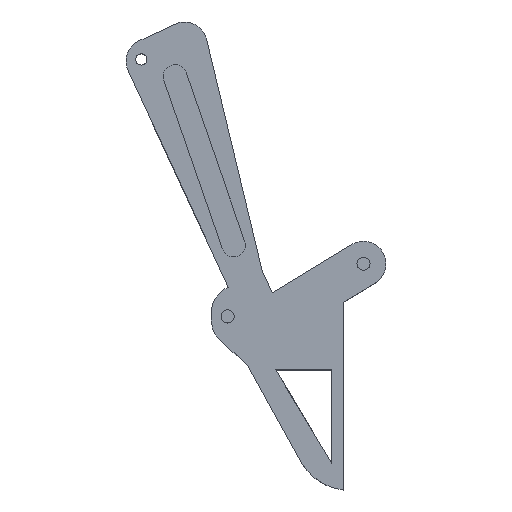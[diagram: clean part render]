
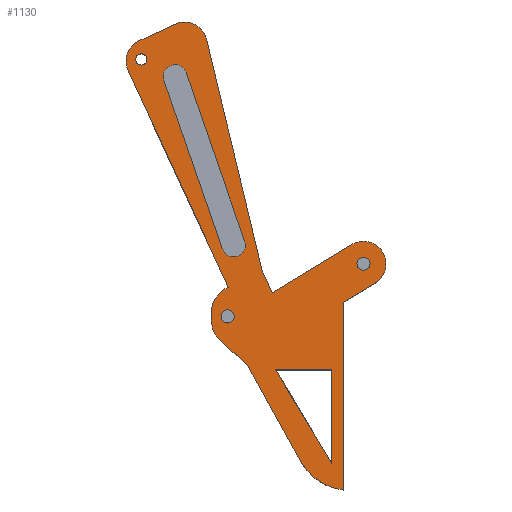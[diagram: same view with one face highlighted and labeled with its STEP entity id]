
A CAD part, top view. The second image highlights one B-rep face of the part: STEP entity #1130.
In plain terms, the highlighted planar face has unit normal (0, 0, 1).
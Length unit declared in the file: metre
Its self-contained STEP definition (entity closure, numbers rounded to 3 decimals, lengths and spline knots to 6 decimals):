
#28=CIRCLE('',#1186,0.003151);
#30=CIRCLE('',#1190,0.003151);
#33=CIRCLE('',#1195,0.00175);
#35=CIRCLE('',#1199,0.00175);
#36=CIRCLE('',#1202,0.0015);
#39=CIRCLE('',#1206,0.0075);
#45=CIRCLE('',#1215,0.0075);
#46=CIRCLE('',#1217,0.015);
#47=CIRCLE('',#1219,0.006);
#48=CIRCLE('',#1222,0.006);
#49=CIRCLE('',#1231,0.006);
#342=ORIENTED_EDGE('',*,*,#471,.F.);
#343=ORIENTED_EDGE('',*,*,#520,.T.);
#344=ORIENTED_EDGE('',*,*,#392,.T.);
#345=ORIENTED_EDGE('',*,*,#495,.F.);
#346=ORIENTED_EDGE('',*,*,#519,.T.);
#347=ORIENTED_EDGE('',*,*,#517,.T.);
#348=ORIENTED_EDGE('',*,*,#515,.T.);
#349=ORIENTED_EDGE('',*,*,#513,.T.);
#350=ORIENTED_EDGE('',*,*,#511,.T.);
#351=ORIENTED_EDGE('',*,*,#509,.T.);
#352=ORIENTED_EDGE('',*,*,#501,.F.);
#353=ORIENTED_EDGE('',*,*,#499,.T.);
#354=ORIENTED_EDGE('',*,*,#496,.F.);
#355=ORIENTED_EDGE('',*,*,#508,.T.);
#356=ORIENTED_EDGE('',*,*,#506,.T.);
#357=ORIENTED_EDGE('',*,*,#492,.F.);
#358=ORIENTED_EDGE('',*,*,#490,.T.);
#359=ORIENTED_EDGE('',*,*,#451,.T.);
#360=ORIENTED_EDGE('',*,*,#461,.T.);
#361=ORIENTED_EDGE('',*,*,#458,.T.);
#362=ORIENTED_EDGE('',*,*,#455,.T.);
#363=ORIENTED_EDGE('',*,*,#464,.T.);
#364=ORIENTED_EDGE('',*,*,#466,.T.);
#365=ORIENTED_EDGE('',*,*,#467,.T.);
#366=ORIENTED_EDGE('',*,*,#503,.T.);
#367=ORIENTED_EDGE('',*,*,#396,.T.);
#368=ORIENTED_EDGE('',*,*,#505,.T.);
#392=EDGE_CURVE('',#539,#538,#647,.T.);
#396=EDGE_CURVE('',#542,#541,#651,.T.);
#451=EDGE_CURVE('',#578,#579,#698,.T.);
#455=EDGE_CURVE('',#582,#578,#28,.T.);
#458=EDGE_CURVE('',#584,#582,#703,.T.);
#461=EDGE_CURVE('',#579,#584,#30,.T.);
#464=EDGE_CURVE('',#587,#587,#33,.T.);
#466=EDGE_CURVE('',#589,#589,#35,.T.);
#467=EDGE_CURVE('',#590,#590,#36,.T.);
#471=EDGE_CURVE('',#594,#595,#39,.T.);
#490=EDGE_CURVE('',#610,#595,#720,.T.);
#492=EDGE_CURVE('',#610,#611,#45,.T.);
#495=EDGE_CURVE('',#612,#538,#46,.T.);
#496=EDGE_CURVE('',#613,#614,#47,.T.);
#499=EDGE_CURVE('',#615,#614,#726,.T.);
#501=EDGE_CURVE('',#615,#616,#48,.T.);
#503=EDGE_CURVE('',#617,#542,#729,.T.);
#505=EDGE_CURVE('',#541,#617,#731,.T.);
#506=EDGE_CURVE('',#618,#611,#732,.T.);
#508=EDGE_CURVE('',#613,#618,#734,.T.);
#509=EDGE_CURVE('',#619,#616,#735,.T.);
#511=EDGE_CURVE('',#620,#619,#737,.T.);
#513=EDGE_CURVE('',#621,#620,#739,.T.);
#515=EDGE_CURVE('',#622,#621,#49,.T.);
#517=EDGE_CURVE('',#623,#622,#742,.T.);
#519=EDGE_CURVE('',#612,#623,#744,.T.);
#520=EDGE_CURVE('',#594,#539,#745,.T.);
#538=VERTEX_POINT('',#1594);
#539=VERTEX_POINT('',#1596);
#541=VERTEX_POINT('',#1602);
#542=VERTEX_POINT('',#1604);
#578=VERTEX_POINT('',#1718);
#579=VERTEX_POINT('',#1719);
#582=VERTEX_POINT('',#1727);
#584=VERTEX_POINT('',#1733);
#587=VERTEX_POINT('',#1745);
#589=VERTEX_POINT('',#1751);
#590=VERTEX_POINT('',#1755);
#594=VERTEX_POINT('',#1763);
#595=VERTEX_POINT('',#1765);
#610=VERTEX_POINT('',#1801);
#611=VERTEX_POINT('',#1805);
#612=VERTEX_POINT('',#1809);
#613=VERTEX_POINT('',#1813);
#614=VERTEX_POINT('',#1814);
#615=VERTEX_POINT('',#1819);
#616=VERTEX_POINT('',#1823);
#617=VERTEX_POINT('',#1827);
#618=VERTEX_POINT('',#1833);
#619=VERTEX_POINT('',#1839);
#620=VERTEX_POINT('',#1843);
#621=VERTEX_POINT('',#1847);
#622=VERTEX_POINT('',#1851);
#623=VERTEX_POINT('',#1855);
#647=LINE('',#1595,#769);
#651=LINE('',#1603,#773);
#698=LINE('',#1717,#820);
#703=LINE('',#1732,#825);
#720=LINE('',#1800,#842);
#726=LINE('',#1818,#848);
#729=LINE('',#1826,#851);
#731=LINE('',#1830,#853);
#732=LINE('',#1832,#854);
#734=LINE('',#1836,#856);
#735=LINE('',#1838,#857);
#737=LINE('',#1842,#859);
#739=LINE('',#1846,#861);
#742=LINE('',#1854,#864);
#744=LINE('',#1858,#866);
#745=LINE('',#1860,#867);
#769=VECTOR('',#1279,1.);
#773=VECTOR('',#1285,1.);
#820=VECTOR('',#1394,1.);
#825=VECTOR('',#1407,1.);
#842=VECTOR('',#1474,1.);
#848=VECTOR('',#1494,1.);
#851=VECTOR('',#1503,1.);
#853=VECTOR('',#1507,1.);
#854=VECTOR('',#1510,1.);
#856=VECTOR('',#1514,1.);
#857=VECTOR('',#1517,1.);
#859=VECTOR('',#1521,1.);
#861=VECTOR('',#1525,1.);
#864=VECTOR('',#1534,1.);
#866=VECTOR('',#1538,1.);
#867=VECTOR('',#1541,1.);
#939=EDGE_LOOP('',(#342,#343,#344,#345,#346,#347,#348,#349,#350,#351,#352,
#353,#354,#355,#356,#357,#358));
#940=EDGE_LOOP('',(#359,#360,#361,#362));
#941=EDGE_LOOP('',(#363));
#942=EDGE_LOOP('',(#364));
#943=EDGE_LOOP('',(#365));
#944=EDGE_LOOP('',(#366,#367,#368));
#1016=FACE_BOUND('',#939,.T.);
#1017=FACE_BOUND('',#940,.T.);
#1018=FACE_BOUND('',#941,.T.);
#1019=FACE_BOUND('',#942,.T.);
#1020=FACE_BOUND('',#943,.T.);
#1021=FACE_BOUND('',#944,.T.);
#1068=PLANE('',#1235);
#1130=ADVANCED_FACE('',(#1016,#1017,#1018,#1019,#1020,#1021),#1068,.T.);
#1186=AXIS2_PLACEMENT_3D('',#1726,#1400,#1401);
#1190=AXIS2_PLACEMENT_3D('',#1738,#1412,#1413);
#1195=AXIS2_PLACEMENT_3D('',#1744,#1422,#1423);
#1199=AXIS2_PLACEMENT_3D('',#1750,#1430,#1431);
#1202=AXIS2_PLACEMENT_3D('',#1754,#1436,#1437);
#1206=AXIS2_PLACEMENT_3D('',#1764,#1445,#1446);
#1215=AXIS2_PLACEMENT_3D('',#1804,#1478,#1479);
#1217=AXIS2_PLACEMENT_3D('',#1810,#1484,#1485);
#1219=AXIS2_PLACEMENT_3D('',#1812,#1488,#1489);
#1222=AXIS2_PLACEMENT_3D('',#1822,#1498,#1499);
#1231=AXIS2_PLACEMENT_3D('',#1850,#1529,#1530);
#1235=AXIS2_PLACEMENT_3D('',#1861,#1542,#1543);
#1279=DIRECTION('',(0.484,-0.875,0.));
#1285=DIRECTION('',(-0.514,0.857,0.));
#1394=DIRECTION('',(-0.328,0.945,0.));
#1400=DIRECTION('',(0.,0.,-1.));
#1401=DIRECTION('',(-0.945,-0.328,0.));
#1407=DIRECTION('',(0.328,-0.945,0.));
#1412=DIRECTION('',(0.,0.,-1.));
#1413=DIRECTION('',(0.945,0.328,0.));
#1422=DIRECTION('',(0.,0.,-1.));
#1423=DIRECTION('',(-1.,0.,0.));
#1430=DIRECTION('',(0.,0.,-1.));
#1431=DIRECTION('',(-1.,0.,0.));
#1436=DIRECTION('',(0.,0.,-1.));
#1437=DIRECTION('',(-1.,0.,0.));
#1445=DIRECTION('',(0.,0.,-1.));
#1446=DIRECTION('',(-0.914,-0.405,0.));
#1474=DIRECTION('',(0.,-1.,0.));
#1478=DIRECTION('',(0.,0.,-1.));
#1479=DIRECTION('',(-0.843,0.538,0.));
#1484=DIRECTION('',(0.,0.,-1.));
#1485=DIRECTION('',(-0.85,-0.526,0.));
#1488=DIRECTION('',(0.,0.,-1.));
#1489=DIRECTION('',(-0.939,0.344,0.));
#1494=DIRECTION('',(-0.907,-0.421,0.));
#1498=DIRECTION('',(0.,0.,-1.));
#1499=DIRECTION('',(0.435,0.9,0.));
#1503=DIRECTION('',(0.,-1.,0.));
#1507=DIRECTION('',(1.,0.,0.));
#1510=DIRECTION('',(-0.907,-0.421,0.));
#1514=DIRECTION('',(0.421,-0.907,0.));
#1517=DIRECTION('',(-0.234,0.972,0.));
#1521=DIRECTION('',(-0.421,0.907,0.));
#1525=DIRECTION('',(-0.855,-0.519,0.));
#1529=DIRECTION('',(0.,0.,1.));
#1530=DIRECTION('',(0.519,-0.855,0.));
#1534=DIRECTION('',(0.855,0.519,0.));
#1538=DIRECTION('',(0.,1.,0.));
#1541=DIRECTION('',(0.741,-0.672,0.));
#1542=DIRECTION('',(0.,0.,1.));
#1543=DIRECTION('',(1.,0.,0.));
#1594=CARTESIAN_POINT('',(0.505835,-0.111814,0.0125));
#1595=CARTESIAN_POINT('',(0.491317,-0.08556,0.0125));
#1596=CARTESIAN_POINT('',(0.491317,-0.08556,0.0125));
#1602=CARTESIAN_POINT('',(0.498835,-0.086814,0.0125));
#1603=CARTESIAN_POINT('',(0.498525,-0.086297,0.0125));
#1604=CARTESIAN_POINT('',(0.513835,-0.111814,0.0125));
#1717=CARTESIAN_POINT('',(0.485142,-0.056043,0.0125));
#1718=CARTESIAN_POINT('',(0.484617,-0.054532,0.0125));
#1719=CARTESIAN_POINT('',(0.469019,-0.009588,0.0125));
#1726=CARTESIAN_POINT('',(0.487594,-0.053499,0.0125));
#1727=CARTESIAN_POINT('',(0.490571,-0.052466,0.0125));
#1732=CARTESIAN_POINT('',(0.483296,-0.031505,0.0125));
#1733=CARTESIAN_POINT('',(0.474973,-0.007521,0.0125));
#1738=CARTESIAN_POINT('',(0.471996,-0.008555,0.0125));
#1744=CARTESIAN_POINT('',(0.486017,-0.07256,0.0125));
#1745=CARTESIAN_POINT('',(0.484267,-0.07256,0.0125));
#1750=CARTESIAN_POINT('',(0.522271,-0.058497,0.0125));
#1751=CARTESIAN_POINT('',(0.520521,-0.058497,0.0125));
#1754=CARTESIAN_POINT('',(0.463,-0.004,0.0125));
#1755=CARTESIAN_POINT('',(0.4615,-0.004,0.0125));
#1763=CARTESIAN_POINT('',(0.484149,-0.079059,0.0125));
#1764=CARTESIAN_POINT('',(0.489188,-0.073504,0.0125));
#1765=CARTESIAN_POINT('',(0.481688,-0.073504,0.0125));
#1800=CARTESIAN_POINT('',(0.481688,-0.076827,0.0125));
#1801=CARTESIAN_POINT('',(0.481688,-0.071616,0.0125));
#1804=CARTESIAN_POINT('',(0.489188,-0.071616,0.0125));
#1805=CARTESIAN_POINT('',(0.486032,-0.064812,0.0125));
#1809=CARTESIAN_POINT('',(0.516835,-0.118814,0.0125));
#1810=CARTESIAN_POINT('',(0.518588,-0.103917,0.0125));
#1812=CARTESIAN_POINT('',(0.464904,-0.004497,0.0125));
#1813=CARTESIAN_POINT('',(0.459461,-0.007022,0.0125));
#1814=CARTESIAN_POINT('',(0.462379,0.000946,0.0125));
#1818=CARTESIAN_POINT('',(0.456936,-0.001578,0.0125));
#1819=CARTESIAN_POINT('',(0.472062,0.005437,0.0125));
#1822=CARTESIAN_POINT('',(0.474586,-0.000006,0.0125));
#1823=CARTESIAN_POINT('',(0.48042,0.001395,0.0125));
#1826=CARTESIAN_POINT('',(0.513835,-0.07098,0.0125));
#1827=CARTESIAN_POINT('',(0.513835,-0.086814,0.0125));
#1830=CARTESIAN_POINT('',(0.495719,-0.086814,0.0125));
#1832=CARTESIAN_POINT('',(0.495295,-0.060516,0.0125));
#1833=CARTESIAN_POINT('',(0.486224,-0.064723,0.0125));
#1836=CARTESIAN_POINT('',(0.486224,-0.064723,0.0125));
#1838=CARTESIAN_POINT('',(0.478709,0.00852,0.0125));
#1839=CARTESIAN_POINT('',(0.495295,-0.060516,0.0125));
#1842=CARTESIAN_POINT('',(0.495295,-0.060516,0.0125));
#1843=CARTESIAN_POINT('',(0.497949,-0.066237,0.0125));
#1846=CARTESIAN_POINT('',(0.519159,-0.053367,0.0125));
#1847=CARTESIAN_POINT('',(0.519159,-0.053367,0.0125));
#1850=CARTESIAN_POINT('',(0.522271,-0.058497,0.0125));
#1851=CARTESIAN_POINT('',(0.525384,-0.063626,0.0125));
#1854=CARTESIAN_POINT('',(0.516835,-0.068814,0.0125));
#1855=CARTESIAN_POINT('',(0.516835,-0.068814,0.0125));
#1858=CARTESIAN_POINT('',(0.516835,-0.118814,0.0125));
#1860=CARTESIAN_POINT('',(0.481688,-0.076827,0.0125));
#1861=CARTESIAN_POINT('',(0.492604,-0.055147,0.0125));
